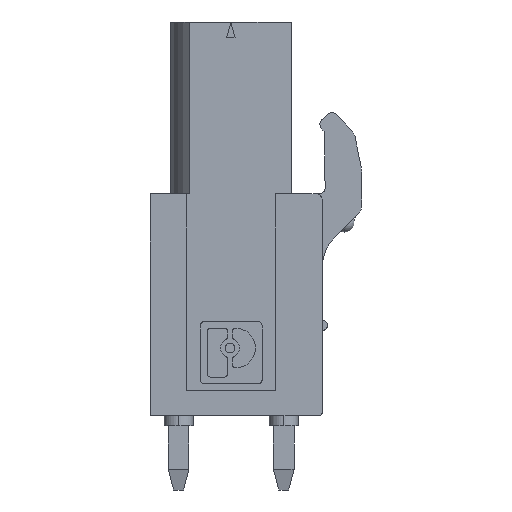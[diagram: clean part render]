
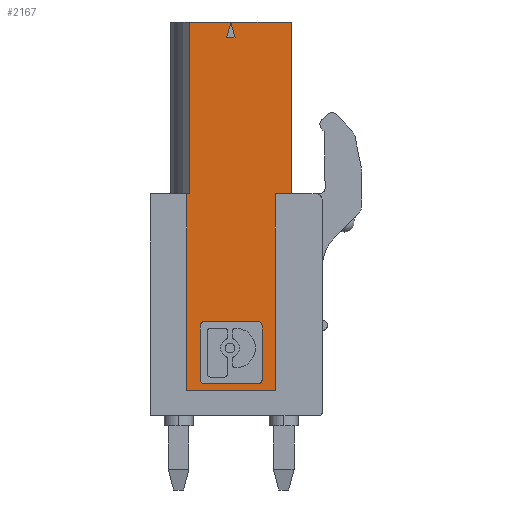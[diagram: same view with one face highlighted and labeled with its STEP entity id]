
A CAD part, left-side view. The second image highlights one B-rep face of the part: STEP entity #2167.
In plain terms, the highlighted planar face has unit normal (-1, 0, 0).
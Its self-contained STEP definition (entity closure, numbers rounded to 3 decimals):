
#1388=CARTESIAN_POINT('',(-10.16,-2.5,10.7));
#1389=VERTEX_POINT('',#1388);
#1390=CARTESIAN_POINT('',(-10.16,-2.5,1.2));
#1391=VERTEX_POINT('',#1390);
#1392=CARTESIAN_POINT('',(-10.16,-2.5,10.7));
#1393=DIRECTION('',(0.0,0.0,-1.0));
#1394=VECTOR('',#1393,9.5);
#1395=LINE('',#1392,#1394);
#1396=EDGE_CURVE('',#1389,#1391,#1395,.T.);
#1706=CARTESIAN_POINT('',(-10.16,2.5,1.2));
#1707=VERTEX_POINT('',#1706);
#1714=CARTESIAN_POINT('',(-10.16,2.5,10.7));
#1715=VERTEX_POINT('',#1714);
#1716=CARTESIAN_POINT('',(-10.16,2.5,10.7));
#1717=DIRECTION('',(0.0,0.0,-1.0));
#1718=VECTOR('',#1717,9.5);
#1719=LINE('',#1716,#1718);
#1720=EDGE_CURVE('',#1715,#1707,#1719,.T.);
#1800=CARTESIAN_POINT('',(-10.16,-2.5,1.2));
#1801=DIRECTION('',(0.0,1.0,0.0));
#1802=VECTOR('',#1801,5.0);
#1803=LINE('',#1800,#1802);
#1804=EDGE_CURVE('',#1391,#1707,#1803,.T.);
#1825=CARTESIAN_POINT('',(-10.16,2.015,10.7));
#1826=VERTEX_POINT('',#1825);
#1833=CARTESIAN_POINT('',(-10.16,2.015,19.));
#1834=VERTEX_POINT('',#1833);
#1835=CARTESIAN_POINT('',(-10.16,2.015,19.));
#1836=DIRECTION('',(0.0,0.0,-1.0));
#1837=VECTOR('',#1836,8.3);
#1838=LINE('',#1835,#1837);
#1839=EDGE_CURVE('',#1834,#1826,#1838,.T.);
#1950=CARTESIAN_POINT('',(-10.16,0.015,19.));
#1951=VERTEX_POINT('',#1950);
#1968=CARTESIAN_POINT('',(-10.16,-0.186,18.25));
#1969=VERTEX_POINT('',#1968);
#1976=CARTESIAN_POINT('',(-10.16,0.015,19.));
#1977=DIRECTION('',(0.0,-0.259,-0.966));
#1978=VECTOR('',#1977,0.776);
#1979=LINE('',#1976,#1978);
#1980=EDGE_CURVE('',#1951,#1969,#1979,.T.);
#1999=CARTESIAN_POINT('',(-10.16,0.216,18.25));
#2000=VERTEX_POINT('',#1999);
#2007=CARTESIAN_POINT('',(-10.16,-0.186,18.25));
#2008=DIRECTION('',(0.0,1.0,0.0));
#2009=VECTOR('',#2008,0.402);
#2010=LINE('',#2007,#2009);
#2011=EDGE_CURVE('',#1969,#2000,#2010,.T.);
#2029=CARTESIAN_POINT('',(-10.16,0.216,18.25));
#2030=DIRECTION('',(0.0,-0.259,0.966));
#2031=VECTOR('',#2030,0.776);
#2032=LINE('',#2029,#2031);
#2033=EDGE_CURVE('',#2000,#1951,#2032,.T.);
#2049=CARTESIAN_POINT('',(-10.16,19.846,0.1));
#2050=DIRECTION('',(1.0,0.0,0.0));
#2051=DIRECTION('',(0.0,0.0,-1.0));
#2052=AXIS2_PLACEMENT_3D('',#2049,#2050,#2051);
#2053=PLANE('',#2052);
#2054=CARTESIAN_POINT('',(-10.16,2.5,10.7));
#2055=DIRECTION('',(0.0,-1.0,0.0));
#2056=VECTOR('',#2055,0.485);
#2057=LINE('',#2054,#2056);
#2058=EDGE_CURVE('',#1715,#1826,#2057,.T.);
#2059=ORIENTED_EDGE('',*,*,#2058,.F.);
#2060=ORIENTED_EDGE('',*,*,#1720,.T.);
#2061=ORIENTED_EDGE('',*,*,#1804,.F.);
#2062=ORIENTED_EDGE('',*,*,#1396,.F.);
#2063=CARTESIAN_POINT('',(-10.16,-2.9,10.7));
#2064=VERTEX_POINT('',#2063);
#2065=CARTESIAN_POINT('',(-10.16,-2.9,10.7));
#2066=DIRECTION('',(0.0,1.0,0.0));
#2067=VECTOR('',#2066,0.4);
#2068=LINE('',#2065,#2067);
#2069=EDGE_CURVE('',#2064,#1389,#2068,.T.);
#2070=ORIENTED_EDGE('',*,*,#2069,.F.);
#2071=CARTESIAN_POINT('',(-10.16,-2.9,19.));
#2072=VERTEX_POINT('',#2071);
#2073=CARTESIAN_POINT('',(-10.16,-2.9,10.7));
#2074=DIRECTION('',(0.0,0.0,1.0));
#2075=VECTOR('',#2074,8.3);
#2076=LINE('',#2073,#2075);
#2077=EDGE_CURVE('',#2064,#2072,#2076,.T.);
#2078=ORIENTED_EDGE('',*,*,#2077,.T.);
#2079=CARTESIAN_POINT('',(-10.16,0.015,19.));
#2080=DIRECTION('',(0.0,-1.0,0.0));
#2081=VECTOR('',#2080,2.915);
#2082=LINE('',#2079,#2081);
#2083=EDGE_CURVE('',#1951,#2072,#2082,.T.);
#2084=ORIENTED_EDGE('',*,*,#2083,.F.);
#2085=ORIENTED_EDGE('',*,*,#1980,.T.);
#2086=ORIENTED_EDGE('',*,*,#2011,.T.);
#2087=ORIENTED_EDGE('',*,*,#2033,.T.);
#2088=CARTESIAN_POINT('',(-10.16,2.015,19.));
#2089=DIRECTION('',(0.0,-1.0,0.0));
#2090=VECTOR('',#2089,2.);
#2091=LINE('',#2088,#2090);
#2092=EDGE_CURVE('',#1834,#1951,#2091,.T.);
#2093=ORIENTED_EDGE('',*,*,#2092,.F.);
#2094=ORIENTED_EDGE('',*,*,#1839,.T.);
#2095=EDGE_LOOP('',(#2059,#2060,#2061,#2062,#2070,#2078,#2084,#2085,#2086,#2087,#2093,#2094));
#2096=FACE_OUTER_BOUND('',#2095,.T.);
#2097=CARTESIAN_POINT('',(-10.16,1.5,1.742));
#2098=VERTEX_POINT('',#2097);
#2099=CARTESIAN_POINT('',(-10.16,1.5,4.321));
#2100=VERTEX_POINT('',#2099);
#2101=CARTESIAN_POINT('',(-10.16,1.5,1.742));
#2102=DIRECTION('',(0.0,0.0,1.0));
#2103=VECTOR('',#2102,2.578);
#2104=LINE('',#2101,#2103);
#2105=EDGE_CURVE('',#2098,#2100,#2104,.T.);
#2106=ORIENTED_EDGE('',*,*,#2105,.T.);
#2107=CARTESIAN_POINT('',(-10.16,1.289,4.531));
#2108=VERTEX_POINT('',#2107);
#2109=CARTESIAN_POINT('',(-10.16,1.289,4.321));
#2110=DIRECTION('',(-1.0,0.0,0.0));
#2111=DIRECTION('',(0.0,-1.0,0.0));
#2112=AXIS2_PLACEMENT_3D('',#2109,#2110,#2111);
#2113=CIRCLE('',#2112,0.211);
#2114=EDGE_CURVE('',#2108,#2100,#2113,.T.);
#2115=ORIENTED_EDGE('',*,*,#2114,.F.);
#2116=CARTESIAN_POINT('',(-10.16,-1.289,4.531));
#2117=VERTEX_POINT('',#2116);
#2118=CARTESIAN_POINT('',(-10.16,1.289,4.531));
#2119=DIRECTION('',(0.0,-1.0,0.0));
#2120=VECTOR('',#2119,2.578);
#2121=LINE('',#2118,#2120);
#2122=EDGE_CURVE('',#2108,#2117,#2121,.T.);
#2123=ORIENTED_EDGE('',*,*,#2122,.T.);
#2124=CARTESIAN_POINT('',(-10.16,-1.5,4.321));
#2125=VERTEX_POINT('',#2124);
#2126=CARTESIAN_POINT('',(-10.16,-1.289,4.321));
#2127=DIRECTION('',(-1.0,0.0,0.0));
#2128=DIRECTION('',(0.0,-1.0,0.0));
#2129=AXIS2_PLACEMENT_3D('',#2126,#2127,#2128);
#2130=CIRCLE('',#2129,0.211);
#2131=EDGE_CURVE('',#2125,#2117,#2130,.T.);
#2132=ORIENTED_EDGE('',*,*,#2131,.F.);
#2133=CARTESIAN_POINT('',(-10.16,-1.5,1.742));
#2134=VERTEX_POINT('',#2133);
#2135=CARTESIAN_POINT('',(-10.16,-1.5,4.321));
#2136=DIRECTION('',(0.0,0.0,-1.0));
#2137=VECTOR('',#2136,2.578);
#2138=LINE('',#2135,#2137);
#2139=EDGE_CURVE('',#2125,#2134,#2138,.T.);
#2140=ORIENTED_EDGE('',*,*,#2139,.T.);
#2141=CARTESIAN_POINT('',(-10.16,-1.289,1.531));
#2142=VERTEX_POINT('',#2141);
#2143=CARTESIAN_POINT('',(-10.16,-1.289,1.742));
#2144=DIRECTION('',(-1.0,0.0,0.0));
#2145=DIRECTION('',(0.0,-1.0,0.0));
#2146=AXIS2_PLACEMENT_3D('',#2143,#2144,#2145);
#2147=CIRCLE('',#2146,0.211);
#2148=EDGE_CURVE('',#2142,#2134,#2147,.T.);
#2149=ORIENTED_EDGE('',*,*,#2148,.F.);
#2150=CARTESIAN_POINT('',(-10.16,1.289,1.531));
#2151=VERTEX_POINT('',#2150);
#2152=CARTESIAN_POINT('',(-10.16,-1.289,1.531));
#2153=DIRECTION('',(0.0,1.0,0.0));
#2154=VECTOR('',#2153,2.578);
#2155=LINE('',#2152,#2154);
#2156=EDGE_CURVE('',#2142,#2151,#2155,.T.);
#2157=ORIENTED_EDGE('',*,*,#2156,.T.);
#2158=CARTESIAN_POINT('',(-10.16,1.289,1.742));
#2159=DIRECTION('',(-1.0,0.0,0.0));
#2160=DIRECTION('',(0.0,-1.0,0.0));
#2161=AXIS2_PLACEMENT_3D('',#2158,#2159,#2160);
#2162=CIRCLE('',#2161,0.211);
#2163=EDGE_CURVE('',#2098,#2151,#2162,.T.);
#2164=ORIENTED_EDGE('',*,*,#2163,.F.);
#2165=EDGE_LOOP('',(#2106,#2115,#2123,#2132,#2140,#2149,#2157,#2164));
#2166=FACE_BOUND('',#2165,.T.);
#2167=ADVANCED_FACE('',(#2096,#2166),#2053,.F.);
